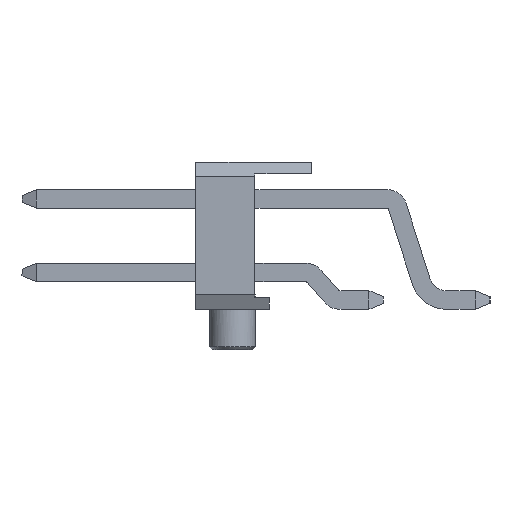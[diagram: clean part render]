
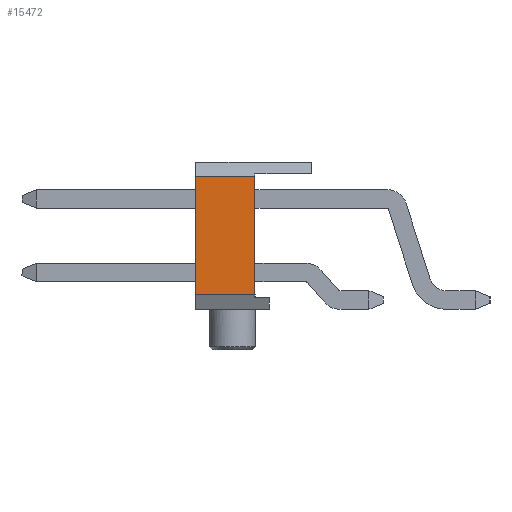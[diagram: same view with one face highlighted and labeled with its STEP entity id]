
A CAD part, left-side view. The second image highlights one B-rep face of the part: STEP entity #15472.
In plain terms, the highlighted face is planar.
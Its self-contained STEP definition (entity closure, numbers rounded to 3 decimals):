
#2617=ORIENTED_EDGE('',*,*,#4622,.F.);
#2618=ORIENTED_EDGE('',*,*,#4558,.T.);
#2619=ORIENTED_EDGE('',*,*,#4620,.F.);
#2620=ORIENTED_EDGE('',*,*,#4488,.T.);
#4488=EDGE_CURVE('',#5631,#5630,#6837,.T.);
#4558=EDGE_CURVE('',#5683,#5684,#6905,.T.);
#4620=EDGE_CURVE('',#5631,#5684,#6965,.T.);
#4622=EDGE_CURVE('',#5683,#5630,#6967,.T.);
#5630=VERTEX_POINT('',#21731);
#5631=VERTEX_POINT('',#21733);
#5683=VERTEX_POINT('',#21869);
#5684=VERTEX_POINT('',#21871);
#6837=LINE('',#21732,#8233);
#6905=LINE('',#21872,#8301);
#6965=LINE('',#21978,#8361);
#6967=LINE('',#21983,#8363);
#8233=VECTOR('',#18592,1000.);
#8301=VECTOR('',#18696,1000.);
#8361=VECTOR('',#18820,1000.);
#8363=VECTOR('',#18828,1000.);
#9124=EDGE_LOOP('',(#2617,#2618,#2619,#2620));
#9796=FACE_BOUND('',#9124,.T.);
#10382=PLANE('',#16264);
#15472=ADVANCED_FACE('',(#9796),#10382,.F.);
#16264=AXIS2_PLACEMENT_3D('',#21982,#18826,#18827);
#18592=DIRECTION('',(0.,1.,0.));
#18696=DIRECTION('',(0.,-1.,0.));
#18820=DIRECTION('',(0.,0.,1.));
#18826=DIRECTION('',(-1.,0.,0.));
#18827=DIRECTION('',(0.,0.,1.));
#18828=DIRECTION('',(0.,0.,-1.));
#21731=CARTESIAN_POINT('',(10.16,0.77,-2.04));
#21732=CARTESIAN_POINT('',(10.16,0.,-2.04));
#21733=CARTESIAN_POINT('',(10.16,-1.27,-2.04));
#21869=CARTESIAN_POINT('',(10.16,0.77,2.04));
#21871=CARTESIAN_POINT('',(10.16,-1.27,2.04));
#21872=CARTESIAN_POINT('',(10.16,0.,2.04));
#21978=CARTESIAN_POINT('',(10.16,-1.27,-2.54));
#21982=CARTESIAN_POINT('',(10.16,0.,0.));
#21983=CARTESIAN_POINT('',(10.16,0.77,-2.14));
